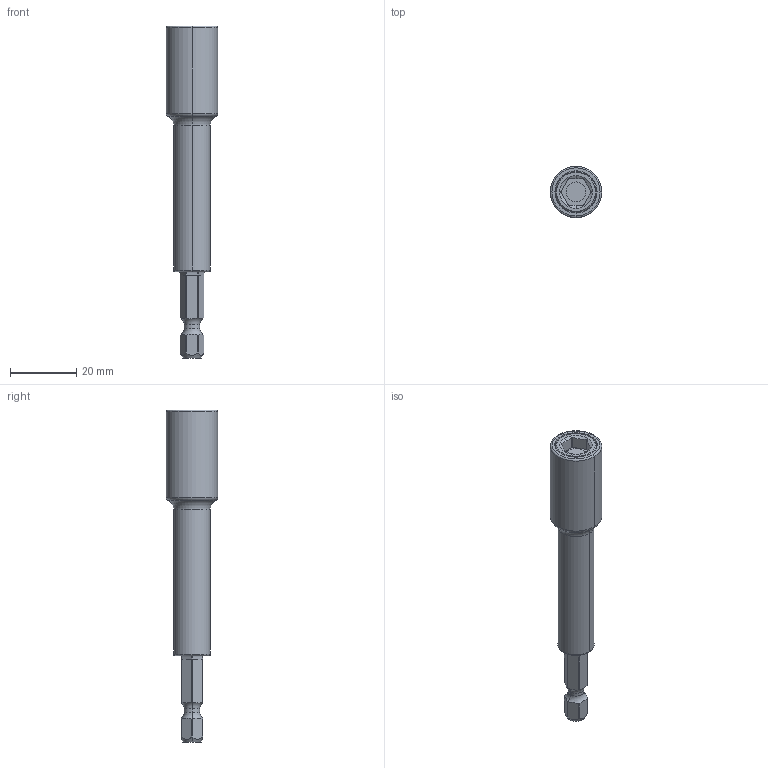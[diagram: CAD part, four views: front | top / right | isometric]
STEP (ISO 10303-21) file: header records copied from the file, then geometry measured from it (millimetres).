
FILE_DESCRIPTION((''),'2;1');
FILE_NAME('4027106708_ASM','2023-09-01T10:38:04',('a00565553'),(''),'CREO PARAMETRIC BY PTC INC, 2022414','CREO PARAMETRIC BY PTC INC, 2022414','');
FILE_SCHEMA(('CONFIG_CONTROL_DESIGN','GEOMETRIC_VALIDATION_PROPERTIES_MIM'));
Length unit declared in the file: millimetre
Products named in the file (4): 4027904364; 4027299441; 4027907712; 4027106708_ASM
Assembly tree (3 placements, depth 2):
  4027106708_ASM
    4027904364
    4027299441
    4027907712
Bounding box: 15.5 x 15.5 x 100 mm (x, y, z)
Volume: 9672.8 mm3; surface area: 8594.3 mm2
Topology: 3 solids, 3 shells, 112 faces, 262 edges, 157 vertices
Faces by surface type: cylinder 46, torus 28, plane 26, cone 12
Entity records: 5209 total; most frequent: CARTESIAN_POINT 837, DIRECTION 584, ORIENTED_EDGE 520, PRESENTATION_STYLE_ASSIGNMENT 364, STYLED_ITEM 364, EDGE_CURVE 260, CURVE_STYLE 254, AXIS2_PLACEMENT_3D 251
